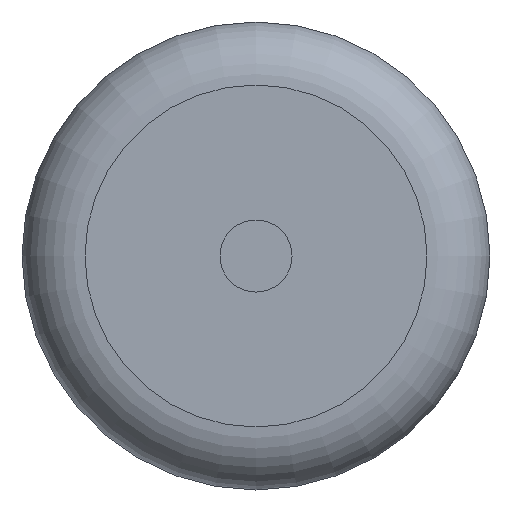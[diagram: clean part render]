
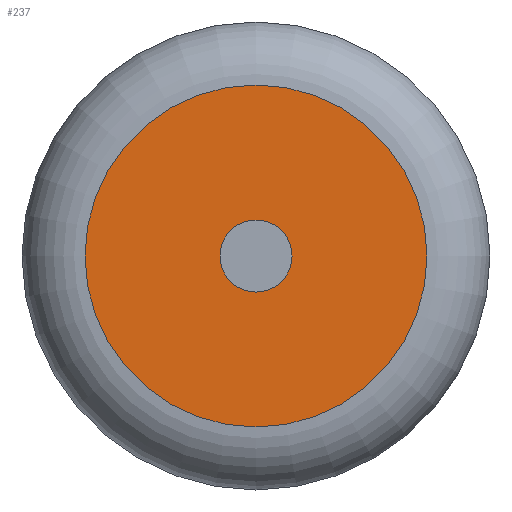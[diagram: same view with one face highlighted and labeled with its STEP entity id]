
A CAD part, front view. The second image highlights one B-rep face of the part: STEP entity #237.
In plain terms, the highlighted face is planar.
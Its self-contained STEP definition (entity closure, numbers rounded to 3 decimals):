
#32=PLANE('',#331);
#57=FACE_OUTER_BOUND('',#71,.T.);
#71=EDGE_LOOP('',(#213,#214));
#98=CIRCLE('',#328,1.9);
#100=CIRCLE('',#330,1.9);
#121=VERTEX_POINT('',#497);
#122=VERTEX_POINT('',#498);
#151=EDGE_CURVE('',#121,#122,#98,.T.);
#153=EDGE_CURVE('',#122,#121,#100,.T.);
#213=ORIENTED_EDGE('',*,*,#151,.F.);
#214=ORIENTED_EDGE('',*,*,#153,.F.);
#237=ADVANCED_FACE('',(#57),#32,.T.);
#328=AXIS2_PLACEMENT_3D('',#499,#414,#415);
#330=AXIS2_PLACEMENT_3D('',#501,#418,#419);
#331=AXIS2_PLACEMENT_3D('',#502,#420,#421);
#414=DIRECTION('center_axis',(0.,0.,-1.));
#415=DIRECTION('ref_axis',(-1.,0.,0.));
#418=DIRECTION('center_axis',(0.,0.,-1.));
#419=DIRECTION('ref_axis',(-1.,0.,0.));
#420=DIRECTION('center_axis',(0.,0.,1.));
#421=DIRECTION('ref_axis',(1.,0.,0.));
#497=CARTESIAN_POINT('',(1.9,0.,7.25));
#498=CARTESIAN_POINT('',(-1.9,0.,7.25));
#499=CARTESIAN_POINT('Origin',(0.,0.,7.25));
#501=CARTESIAN_POINT('Origin',(0.,0.,7.25));
#502=CARTESIAN_POINT('Origin',(0.,0.,7.25));
